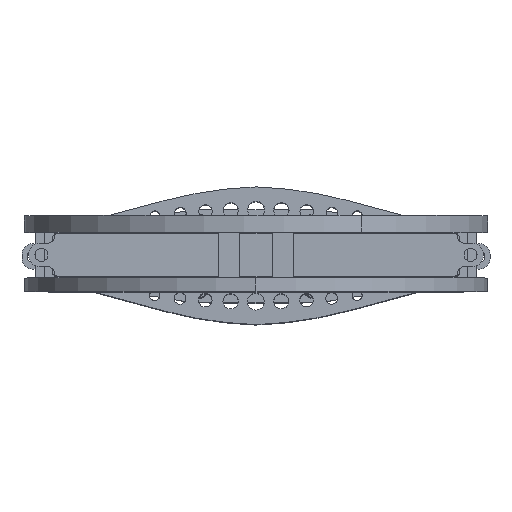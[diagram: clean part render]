
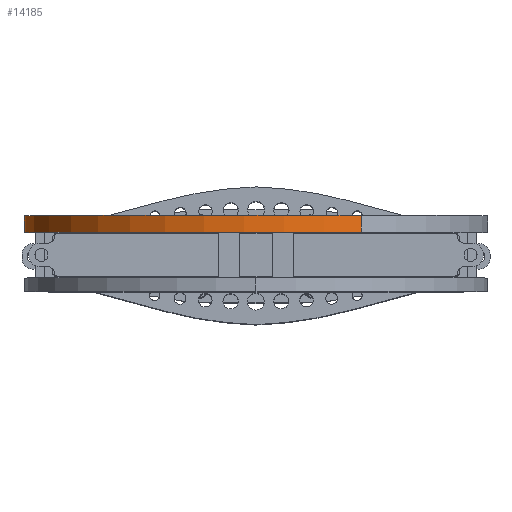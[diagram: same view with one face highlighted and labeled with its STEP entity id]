
A CAD part, top view. The second image highlights one B-rep face of the part: STEP entity #14185.
In plain terms, the highlighted cylindrical face has radius 349.25 mm (diameter 698.5 mm), a partial arc.
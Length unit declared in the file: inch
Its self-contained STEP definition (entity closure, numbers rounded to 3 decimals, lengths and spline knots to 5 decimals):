
#1968 = DIRECTION ( 'NONE',  ( 0., 1., 0. ) ) ;
#1995 = CIRCLE ( 'NONE', #18469, 13.75 ) ;
#3445 = LINE ( 'NONE', #22237, #32309 ) ;
#3940 = DIRECTION ( 'NONE',  ( 0., 1., 0. ) ) ;
#4238 = DIRECTION ( 'NONE',  ( 0.454, 0., 0.891 ) ) ;
#5919 = VERTEX_POINT ( 'NONE', #29510 ) ;
#6543 = ORIENTED_EDGE ( 'NONE', *, *, #31755, .T. ) ;
#7410 = DIRECTION ( 'NONE',  ( 0.454, 0., 0.891 ) ) ;
#9950 = CIRCLE ( 'NONE', #12625, 13.75 ) ;
#10685 = EDGE_CURVE ( 'NONE', #11294, #18969, #9950, .T. ) ;
#10832 = ORIENTED_EDGE ( 'NONE', *, *, #38099, .F. ) ;
#11228 = DIRECTION ( 'NONE',  ( 0., 1., 0. ) ) ;
#11294 = VERTEX_POINT ( 'NONE', #15563 ) ;
#12625 = AXIS2_PLACEMENT_3D ( 'NONE', #24761, #3940, #7410 ) ;
#14121 = CARTESIAN_POINT ( 'NONE',  ( 0., 0.1874, -12. ) ) ;
#14185 = ADVANCED_FACE ( 'NONE', ( #25907 ), #22668, .T. ) ;
#14661 = VECTOR ( 'NONE', #1968, 39.37008 ) ;
#15563 = CARTESIAN_POINT ( 'NONE',  ( -6.24237, 1.1874, -24.25134 ) ) ;
#15772 = ORIENTED_EDGE ( 'NONE', *, *, #10685, .F. ) ;
#17652 = DIRECTION ( 'NONE',  ( -0.454, 0., -0.891 ) ) ;
#18469 = AXIS2_PLACEMENT_3D ( 'NONE', #14121, #34862, #17652 ) ;
#18969 = VERTEX_POINT ( 'NONE', #31276 ) ;
#19322 = CARTESIAN_POINT ( 'NONE',  ( 6.24237, 0.0624, 0.25134 ) ) ;
#20188 = VERTEX_POINT ( 'NONE', #40543 ) ;
#22237 = CARTESIAN_POINT ( 'NONE',  ( -6.24237, 0.0624, -24.25134 ) ) ;
#22668 = CYLINDRICAL_SURFACE ( 'NONE', #43089, 13.75 ) ;
#24761 = CARTESIAN_POINT ( 'NONE',  ( 0., 1.1874, -12. ) ) ;
#25381 = DIRECTION ( 'NONE',  ( 0., 1., 0. ) ) ;
#25907 = FACE_OUTER_BOUND ( 'NONE', #32374, .T. ) ;
#29510 = CARTESIAN_POINT ( 'NONE',  ( -6.24237, 0.1874, -24.25134 ) ) ;
#30582 = ORIENTED_EDGE ( 'NONE', *, *, #43223, .F. ) ;
#31276 = CARTESIAN_POINT ( 'NONE',  ( 6.24237, 1.1874, 0.25134 ) ) ;
#31755 = EDGE_CURVE ( 'NONE', #20188, #18969, #41951, .T. ) ;
#32309 = VECTOR ( 'NONE', #25381, 39.37008 ) ;
#32374 = EDGE_LOOP ( 'NONE', ( #10832, #30582, #6543, #15772 ) ) ;
#34862 = DIRECTION ( 'NONE',  ( 0., -1., 0. ) ) ;
#35602 = CARTESIAN_POINT ( 'NONE',  ( 0., 0.0624, -12. ) ) ;
#38099 = EDGE_CURVE ( 'NONE', #5919, #11294, #3445, .T. ) ;
#40543 = CARTESIAN_POINT ( 'NONE',  ( 6.24237, 0.1874, 0.25134 ) ) ;
#41951 = LINE ( 'NONE', #19322, #14661 ) ;
#43089 = AXIS2_PLACEMENT_3D ( 'NONE', #35602, #11228, #4238 ) ;
#43223 = EDGE_CURVE ( 'NONE', #20188, #5919, #1995, .T. ) ;
